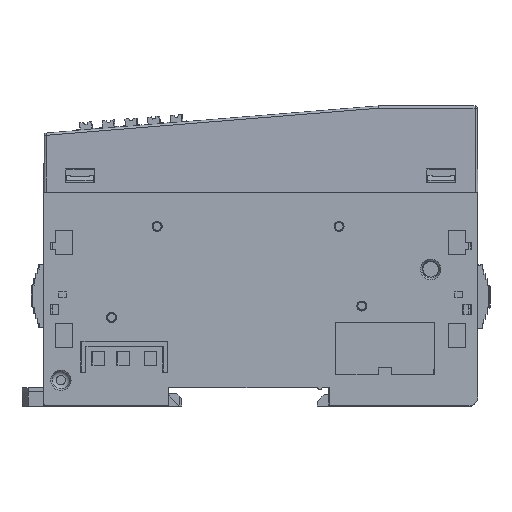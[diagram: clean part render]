
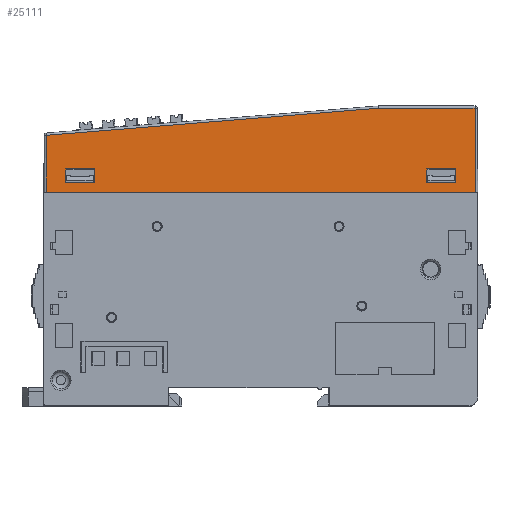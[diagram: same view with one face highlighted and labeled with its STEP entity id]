
A CAD part, left-side view. The second image highlights one B-rep face of the part: STEP entity #25111.
In plain terms, the highlighted planar face has unit normal (-1, 0, 0.005).
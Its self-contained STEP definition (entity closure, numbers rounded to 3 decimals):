
#11392=LINE('',#108547,#20156);
#11395=LINE('',#108557,#20159);
#11403=LINE('',#108606,#20167);
#11408=LINE('',#108620,#20172);
#11469=LINE('',#108747,#20233);
#11476=LINE('',#108761,#20240);
#11479=LINE('',#108767,#20243);
#11480=LINE('',#108769,#20244);
#11481=LINE('',#108770,#20245);
#11482=LINE('',#108773,#20246);
#11483=LINE('',#108775,#20247);
#11484=LINE('',#108777,#20248);
#11485=LINE('',#108778,#20249);
#20156=VECTOR('',#90178,1.);
#20159=VECTOR('',#90189,1.);
#20167=VECTOR('',#90227,1.);
#20172=VECTOR('',#90240,1.);
#20233=VECTOR('',#90363,1.);
#20240=VECTOR('',#90372,1.);
#20243=VECTOR('',#90377,1.);
#20244=VECTOR('',#90380,1.);
#20245=VECTOR('',#90381,1.);
#20246=VECTOR('',#90382,1.);
#20247=VECTOR('',#90383,1.);
#20248=VECTOR('',#90384,1.);
#20249=VECTOR('',#90385,1.);
#25111=ADVANCED_FACE('',(#30113,#30114,#30115),#28937,.T.);
#28937=PLANE('',#77551);
#30113=FACE_BOUND('',#33102,.T.);
#30114=FACE_BOUND('',#33103,.T.);
#30115=FACE_BOUND('',#33104,.T.);
#33102=EDGE_LOOP('',(#47857,#47858,#47859,#47860,#47861));
#33103=EDGE_LOOP('',(#47862,#47863,#47864,#47865));
#33104=EDGE_LOOP('',(#47866,#47867,#47868,#47869));
#47857=ORIENTED_EDGE('',*,*,#69429,.T.);
#47858=ORIENTED_EDGE('',*,*,#69424,.T.);
#47859=ORIENTED_EDGE('',*,*,#69446,.T.);
#47860=ORIENTED_EDGE('',*,*,#69529,.T.);
#47861=ORIENTED_EDGE('',*,*,#69453,.T.);
#47862=ORIENTED_EDGE('',*,*,#69530,.T.);
#47863=ORIENTED_EDGE('',*,*,#69531,.T.);
#47864=ORIENTED_EDGE('',*,*,#69532,.T.);
#47865=ORIENTED_EDGE('',*,*,#69533,.T.);
#47866=ORIENTED_EDGE('',*,*,#69534,.F.);
#47867=ORIENTED_EDGE('',*,*,#69518,.F.);
#47868=ORIENTED_EDGE('',*,*,#69525,.F.);
#47869=ORIENTED_EDGE('',*,*,#69528,.F.);
#60197=VERTEX_POINT('',#108522);
#60199=VERTEX_POINT('',#108546);
#60201=VERTEX_POINT('',#108554);
#60211=VERTEX_POINT('',#108607);
#60216=VERTEX_POINT('',#108621);
#60247=VERTEX_POINT('',#108741);
#60250=VERTEX_POINT('',#108746);
#60256=VERTEX_POINT('',#108760);
#60258=VERTEX_POINT('',#108766);
#60259=VERTEX_POINT('',#108771);
#60260=VERTEX_POINT('',#108772);
#60261=VERTEX_POINT('',#108774);
#60262=VERTEX_POINT('',#108776);
#69424=EDGE_CURVE('',#60199,#60197,#11392,.T.);
#69429=EDGE_CURVE('',#60201,#60199,#11395,.T.);
#69446=EDGE_CURVE('',#60197,#60211,#11403,.T.);
#69453=EDGE_CURVE('',#60216,#60201,#11408,.T.);
#69518=EDGE_CURVE('',#60250,#60247,#11469,.T.);
#69525=EDGE_CURVE('',#60256,#60250,#11476,.T.);
#69528=EDGE_CURVE('',#60258,#60256,#11479,.T.);
#69529=EDGE_CURVE('',#60211,#60216,#11480,.T.);
#69530=EDGE_CURVE('',#60259,#60260,#11481,.T.);
#69531=EDGE_CURVE('',#60260,#60261,#11482,.T.);
#69532=EDGE_CURVE('',#60261,#60262,#11483,.T.);
#69533=EDGE_CURVE('',#60262,#60259,#11484,.T.);
#69534=EDGE_CURVE('',#60247,#60258,#11485,.T.);
#77551=AXIS2_PLACEMENT_3D('',#108779,#90386,#90387);
#90178=DIRECTION('',(0.,0.997,-0.081));
#90189=DIRECTION('',(0.,1.,0.));
#90227=DIRECTION('',(-0.005,0.005,-1.));
#90240=DIRECTION('',(0.005,0.005,1.));
#90363=DIRECTION('',(0.005,0.,1.));
#90372=DIRECTION('',(0.,-1.,0.));
#90377=DIRECTION('',(-0.005,0.,-1.));
#90380=DIRECTION('',(0.,-1.,0.));
#90381=DIRECTION('',(0.,1.,0.));
#90382=DIRECTION('',(0.005,0.,1.));
#90383=DIRECTION('',(0.,-1.,0.));
#90384=DIRECTION('',(-0.005,0.,-1.));
#90385=DIRECTION('',(0.,1.,0.));
#90386=DIRECTION('',(-1.,0.,0.005));
#90387=DIRECTION('',(0.,-1.,0.));
#108522=CARTESIAN_POINT('',(23.417,92.938,34.147));
#108546=CARTESIAN_POINT('',(23.448,19.826,40.115));
#108547=CARTESIAN_POINT('',(23.416,95.706,33.921));
#108554=CARTESIAN_POINT('',(23.448,-1.4,40.115));
#108557=CARTESIAN_POINT('',(23.448,94.701,40.115));
#108606=CARTESIAN_POINT('',(23.351,93.003,21.604));
#108607=CARTESIAN_POINT('',(23.351,93.003,21.613));
#108620=CARTESIAN_POINT('',(23.354,-1.494,22.116));
#108621=CARTESIAN_POINT('',(23.351,-1.497,21.613));
#108741=CARTESIAN_POINT('',(23.378,2.797,26.73));
#108746=CARTESIAN_POINT('',(23.363,2.796,23.813));
#108747=CARTESIAN_POINT('',(23.351,2.796,21.638));
#108760=CARTESIAN_POINT('',(23.363,9.21,23.813));
#108761=CARTESIAN_POINT('',(23.363,94.701,23.813));
#108766=CARTESIAN_POINT('',(23.378,9.21,26.73));
#108767=CARTESIAN_POINT('',(23.351,9.211,21.589));
#108769=CARTESIAN_POINT('',(23.351,94.701,21.613));
#108770=CARTESIAN_POINT('',(23.363,48.498,23.813));
#108771=CARTESIAN_POINT('',(23.363,82.296,23.813));
#108772=CARTESIAN_POINT('',(23.363,88.71,23.813));
#108773=CARTESIAN_POINT('',(23.37,88.71,25.249));
#108774=CARTESIAN_POINT('',(23.378,88.71,26.73));
#108775=CARTESIAN_POINT('',(23.378,85.503,26.73));
#108776=CARTESIAN_POINT('',(23.378,82.297,26.73));
#108777=CARTESIAN_POINT('',(23.37,82.297,25.249));
#108778=CARTESIAN_POINT('',(23.378,94.701,26.73));
#108779=CARTESIAN_POINT('',(23.351,94.701,21.613));
